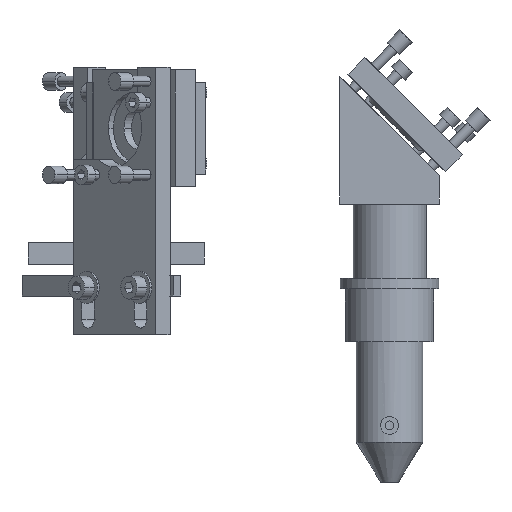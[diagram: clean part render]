
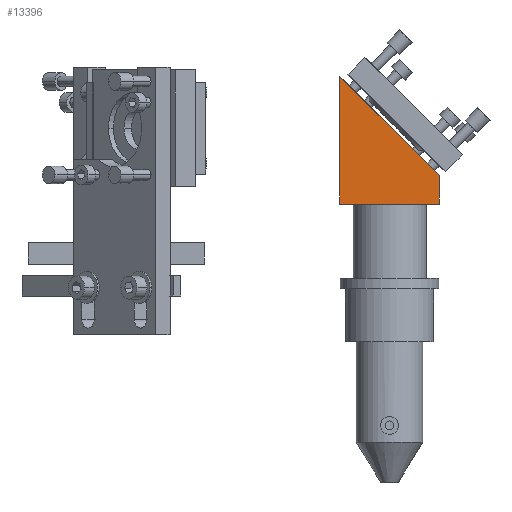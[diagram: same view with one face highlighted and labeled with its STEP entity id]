
A CAD part, front view. The second image highlights one B-rep face of the part: STEP entity #13396.
In plain terms, the highlighted planar face has unit normal (0, -1, 0).
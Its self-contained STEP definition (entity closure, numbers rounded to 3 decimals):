
#329 = VECTOR ( 'NONE', #8715, 1000. ) ;
#1250 = LINE ( 'NONE', #12196, #4943 ) ;
#1389 = EDGE_CURVE ( 'NONE', #18289, #16026, #12275, .T. ) ;
#2095 = CARTESIAN_POINT ( 'NONE',  ( -14.1, -13., 36.2 ) ) ;
#2271 = VERTEX_POINT ( 'NONE', #2095 ) ;
#2334 = ORIENTED_EDGE ( 'NONE', *, *, #15618, .F. ) ;
#3794 = DIRECTION ( 'NONE',  ( 0., 1., 0. ) ) ;
#3854 = CARTESIAN_POINT ( 'NONE',  ( -14.1, -13., 60. ) ) ;
#3986 = AXIS2_PLACEMENT_3D ( 'NONE', #3854, #3794, #5437 ) ;
#4366 = CARTESIAN_POINT ( 'NONE',  ( 14.1, -13., 60. ) ) ;
#4837 = EDGE_LOOP ( 'NONE', ( #2334, #9888, #14928, #7533 ) ) ;
#4943 = VECTOR ( 'NONE', #13757, 1000. ) ;
#5185 = VECTOR ( 'NONE', #5948, 1000. ) ;
#5322 = CARTESIAN_POINT ( 'NONE',  ( 14.1, -13., 8. ) ) ;
#5437 = DIRECTION ( 'NONE',  ( 0., 0., 1. ) ) ;
#5461 = CARTESIAN_POINT ( 'NONE',  ( 14.1, -13., 0. ) ) ;
#5948 = DIRECTION ( 'NONE',  ( 0., 0., -1. ) ) ;
#6008 = VECTOR ( 'NONE', #6629, 1000. ) ;
#6629 = DIRECTION ( 'NONE',  ( 0.707, 0., -0.707 ) ) ;
#7533 = ORIENTED_EDGE ( 'NONE', *, *, #1389, .T. ) ;
#8715 = DIRECTION ( 'NONE',  ( 1., 0., 0. ) ) ;
#9698 = FACE_OUTER_BOUND ( 'NONE', #4837, .T. ) ;
#9888 = ORIENTED_EDGE ( 'NONE', *, *, #13853, .F. ) ;
#10163 = LINE ( 'NONE', #17481, #6008 ) ;
#12196 = CARTESIAN_POINT ( 'NONE',  ( -14.1, -13., 60. ) ) ;
#12275 = LINE ( 'NONE', #16565, #329 ) ;
#13206 = PLANE ( 'NONE',  #3986 ) ;
#13396 = ADVANCED_FACE ( 'NONE', ( #9698 ), #13206, .F. ) ;
#13757 = DIRECTION ( 'NONE',  ( 0., 0., -1. ) ) ;
#13853 = EDGE_CURVE ( 'NONE', #2271, #15951, #10163, .T. ) ;
#14928 = ORIENTED_EDGE ( 'NONE', *, *, #16210, .T. ) ;
#15618 = EDGE_CURVE ( 'NONE', #15951, #16026, #17643, .T. ) ;
#15951 = VERTEX_POINT ( 'NONE', #5322 ) ;
#16026 = VERTEX_POINT ( 'NONE', #5461 ) ;
#16210 = EDGE_CURVE ( 'NONE', #2271, #18289, #1250, .T. ) ;
#16565 = CARTESIAN_POINT ( 'NONE',  ( -14.1, -13., 0. ) ) ;
#17481 = CARTESIAN_POINT ( 'NONE',  ( -14.1, -13., 36.2 ) ) ;
#17643 = LINE ( 'NONE', #4366, #5185 ) ;
#18289 = VERTEX_POINT ( 'NONE', #19010 ) ;
#19010 = CARTESIAN_POINT ( 'NONE',  ( -14.1, -13., 0. ) ) ;
